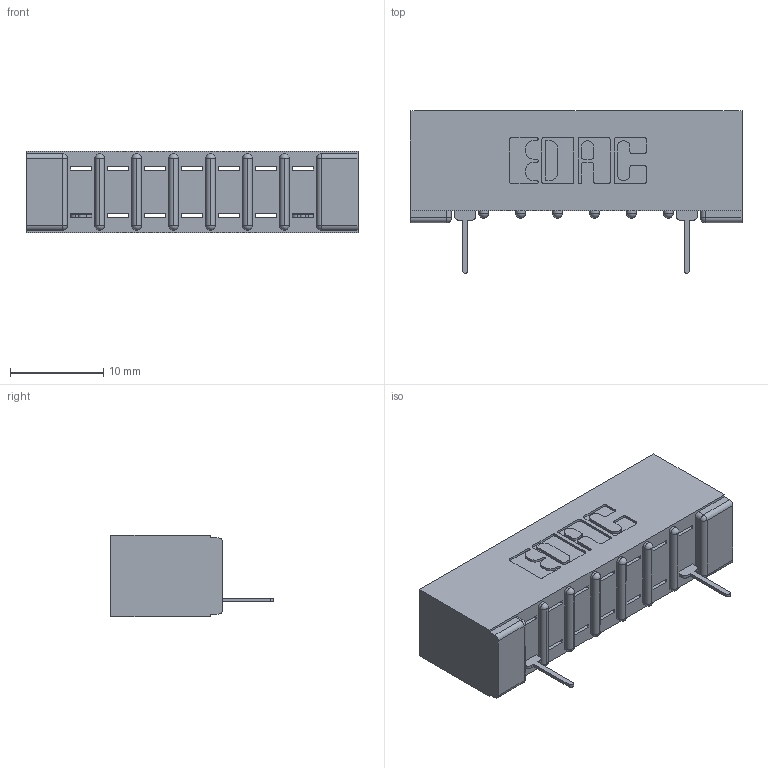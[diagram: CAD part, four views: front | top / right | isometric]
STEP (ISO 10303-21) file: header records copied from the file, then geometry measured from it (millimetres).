
FILE_DESCRIPTION (( 'STEP AP203' ), '1' );
FILE_NAME ('357-007-531-101.STEP', '2018-08-06T23:39:02', ( '' ), ( '' ), 'SwSTEP 2.0', 'SolidWorks 2016', '' );
FILE_SCHEMA (( 'CONFIG_CONTROL_DESIGN' ));
Length unit declared in the file: inch
Products named in the file (3): 307-290-001_531; 357-007-531-101; 307 Part_No Mounting Lugs
Assembly tree (3 placements, depth 2):
  357-007-531-101
    307 Part_No Mounting Lugs
    307-290-001_531  x2
Bounding box: 35.61 x 17.42 x 8.71 mm (x, y, z)
Volume: 2408.2 mm3; surface area: 3021.6 mm2
Topology: 3 solids, 3 shells, 330 faces, 943 edges, 602 vertices
Faces by surface type: plane 200, cylinder 114, sphere 16
Entity records: 9846 total; most frequent: CARTESIAN_POINT 1667, ORIENTED_EDGE 1658, DIRECTION 1635, EDGE_CURVE 829, VECTOR 623, LINE 623, VERTEX_POINT 538, AXIS2_PLACEMENT_3D 506
